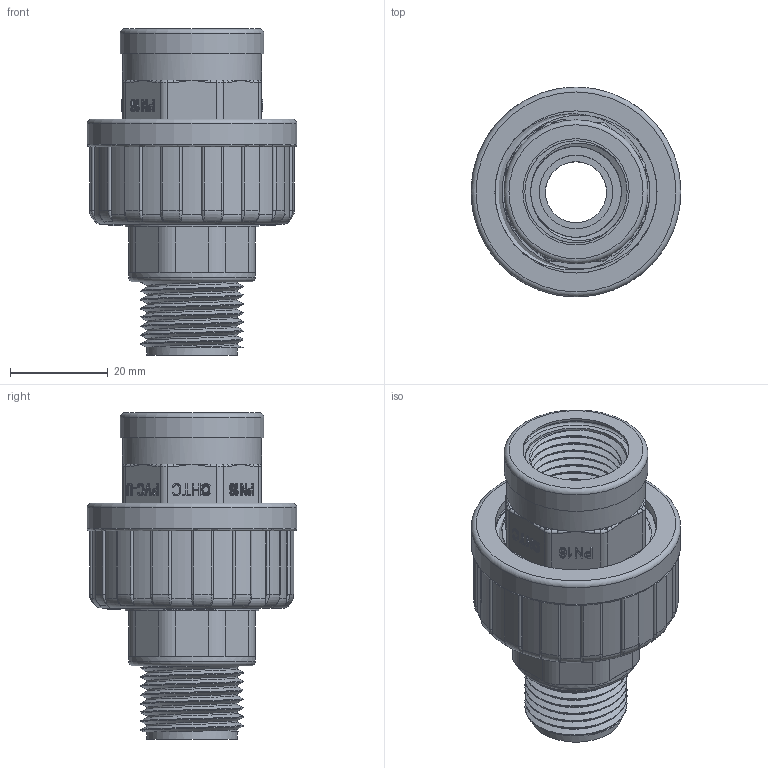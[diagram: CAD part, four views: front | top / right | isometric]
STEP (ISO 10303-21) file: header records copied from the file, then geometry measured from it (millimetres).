
FILE_DESCRIPTION(/* description */ (''),/* implementation_level */ '2;1');
FILE_NAME(/* name */ 'V1F020+铁圈.stp',/* time_stamp */ '2025-03-29T15:27:12+08:00',/* author */ (''),/* organization */ (''),/* preprocessor_version */ 'ST-DEVELOPER v16',/* originating_system */ 'SIEMENS PLM Software NX 10.0',/* authorisation */ '');
FILE_SCHEMA (('AUTOMOTIVE_DESIGN { 1 0 10303 214 3 1 1 1 }'));
Length unit declared in the file: millimetre
Products named in the file (1): gelv1774380Bv02j
Bounding box: 43 x 43 x 66.9 mm (x, y, z)
Volume: 37260.5 mm3; surface area: 23613.2 mm2
Topology: 5 solids, 5 shells, 802 faces, 2105 edges, 1356 vertices
Faces by surface type: plane 361, extrusion 198, cylinder 156, bspline 55, torus 32
Full cylindrical faces by diameter (mm): 1.243 x2, 1.657 x2, 12.5 x1, 15.1 x1, 18.1 x1, 18.631 x7, 19.8 x1, 20.955 x9, 21.8 x1, 24 x1, 26 x2, 27.4 x1, 27.7 x1, 28.5 x2, 29.5 x1, 30 x1, 30.291 x4, 33.249 x7, 43 x1
Entity records: 33316 total; most frequent: CARTESIAN_POINT 16465, ORIENTED_EDGE 3914, DIRECTION 2540, EDGE_CURVE 1957, VERTEX_POINT 1284, B_SPLINE_CURVE_WITH_KNOTS 1203, EDGE_LOOP 874, AXIS2_PLACEMENT_3D 867
